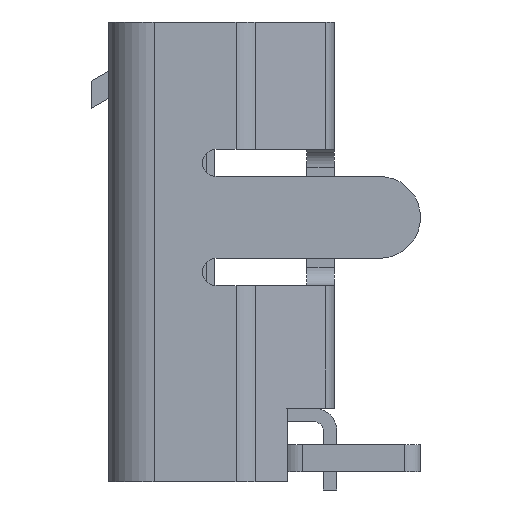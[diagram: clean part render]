
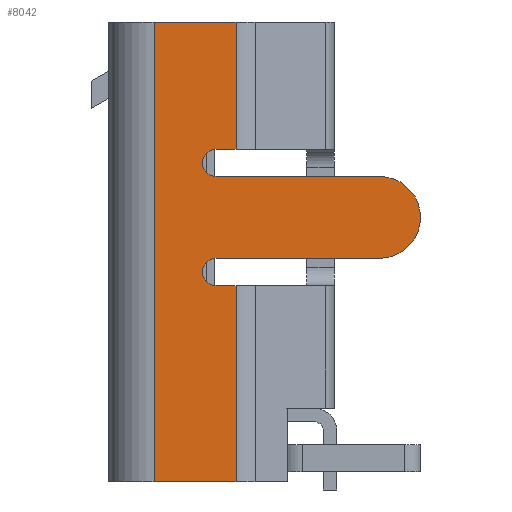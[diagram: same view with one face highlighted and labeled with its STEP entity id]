
A CAD part, left-side view. The second image highlights one B-rep face of the part: STEP entity #8042.
In plain terms, the highlighted planar face has unit normal (-1, 0, 0).
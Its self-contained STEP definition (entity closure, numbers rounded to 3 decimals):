
#772 = EDGE_CURVE ( 'NONE', #1974, #2834, #3372, .T. ) ;
#1075 = DIRECTION ( 'NONE',  ( 0., 0., -1. ) ) ;
#1078 = ORIENTED_EDGE ( 'NONE', *, *, #13231, .T. ) ;
#1128 = EDGE_CURVE ( 'NONE', #9027, #8014, #5917, .T. ) ;
#1192 = VECTOR ( 'NONE', #2485, 1000. ) ;
#1257 = CARTESIAN_POINT ( 'NONE',  ( -3.75, 0.06, -2.15 ) ) ;
#1505 = DIRECTION ( 'NONE',  ( 0., 0., 1. ) ) ;
#1974 = VERTEX_POINT ( 'NONE', #2726 ) ;
#2137 = CARTESIAN_POINT ( 'NONE',  ( -3.75, 0.06, -3.35 ) ) ;
#2278 = VERTEX_POINT ( 'NONE', #8612 ) ;
#2485 = DIRECTION ( 'NONE',  ( 0., -1., 0. ) ) ;
#2543 = LINE ( 'NONE', #10909, #9197 ) ;
#2610 = VERTEX_POINT ( 'NONE', #5294 ) ;
#2666 = CIRCLE ( 'NONE', #12092, 0.15 ) ;
#2726 = CARTESIAN_POINT ( 'NONE',  ( -3.75, 0.74, -5.66 ) ) ;
#2834 = VERTEX_POINT ( 'NONE', #13311 ) ;
#3163 = LINE ( 'NONE', #10636, #5228 ) ;
#3302 = CARTESIAN_POINT ( 'NONE',  ( -3.75, -0.16, -2. ) ) ;
#3372 = LINE ( 'NONE', #4328, #5120 ) ;
#3498 = EDGE_CURVE ( 'NONE', #13777, #2610, #5748, .T. ) ;
#3530 = VERTEX_POINT ( 'NONE', #10264 ) ;
#3650 = CARTESIAN_POINT ( 'NONE',  ( -3.75, -0.16, -0.6 ) ) ;
#3872 = DIRECTION ( 'NONE',  ( 0., 0., 1. ) ) ;
#3892 = VERTEX_POINT ( 'NONE', #7938 ) ;
#3935 = CARTESIAN_POINT ( 'NONE',  ( -3.75, 0.74, -0.6 ) ) ;
#4225 = EDGE_CURVE ( 'NONE', #5755, #3892, #7852, .T. ) ;
#4328 = CARTESIAN_POINT ( 'NONE',  ( -3.75, 0.74, -5.66 ) ) ;
#4415 = CARTESIAN_POINT ( 'NONE',  ( -3.75, 0.06, -3.2 ) ) ;
#4838 = DIRECTION ( 'NONE',  ( -1., 0., 0. ) ) ;
#4877 = DIRECTION ( 'NONE',  ( -1., 0., 0. ) ) ;
#5120 = VECTOR ( 'NONE', #6558, 1000. ) ;
#5228 = VECTOR ( 'NONE', #11732, 1000. ) ;
#5294 = CARTESIAN_POINT ( 'NONE',  ( -3.75, 0.06, -3.5 ) ) ;
#5437 = DIRECTION ( 'NONE',  ( 0., -1., 0. ) ) ;
#5500 = VERTEX_POINT ( 'NONE', #7449 ) ;
#5748 = LINE ( 'NONE', #12217, #11003 ) ;
#5755 = VERTEX_POINT ( 'NONE', #4415 ) ;
#5854 = DIRECTION ( 'NONE',  ( 0., 0., 1. ) ) ;
#5917 = LINE ( 'NONE', #3650, #11865 ) ;
#6236 = ORIENTED_EDGE ( 'NONE', *, *, #8525, .T. ) ;
#6432 = DIRECTION ( 'NONE',  ( 1., 0., 0. ) ) ;
#6468 = DIRECTION ( 'NONE',  ( 1., 0., 0. ) ) ;
#6558 = DIRECTION ( 'NONE',  ( 0., -1., 0. ) ) ;
#6608 = CARTESIAN_POINT ( 'NONE',  ( -3.75, 0.74, -0.6 ) ) ;
#6939 = CIRCLE ( 'NONE', #12081, 0.15 ) ;
#6951 = ORIENTED_EDGE ( 'NONE', *, *, #12375, .T. ) ;
#6991 = CARTESIAN_POINT ( 'NONE',  ( -3.75, -1.74, -2.75 ) ) ;
#7096 = FACE_OUTER_BOUND ( 'NONE', #8234, .T. ) ;
#7251 = ORIENTED_EDGE ( 'NONE', *, *, #12077, .T. ) ;
#7449 = CARTESIAN_POINT ( 'NONE',  ( -3.75, 0.06, -2. ) ) ;
#7542 = EDGE_CURVE ( 'NONE', #2278, #3530, #3163, .T. ) ;
#7801 = LINE ( 'NONE', #6608, #11585 ) ;
#7852 = LINE ( 'NONE', #12113, #1192 ) ;
#7938 = CARTESIAN_POINT ( 'NONE',  ( -3.75, -1.74, -3.2 ) ) ;
#7972 = DIRECTION ( 'NONE',  ( 0., 0., 1. ) ) ;
#8014 = VERTEX_POINT ( 'NONE', #11364 ) ;
#8042 = ADVANCED_FACE ( 'NONE', ( #7096 ), #9343, .T. ) ;
#8166 = ORIENTED_EDGE ( 'NONE', *, *, #4225, .T. ) ;
#8181 = CARTESIAN_POINT ( 'NONE',  ( -3.75, -0.16, -3.5 ) ) ;
#8234 = EDGE_LOOP ( 'NONE', ( #7251, #6236, #12684, #1078, #8499, #13774, #11538, #10011, #6951, #8166, #8880, #9243 ) ) ;
#8294 = DIRECTION ( 'NONE',  ( 0., 0., 1. ) ) ;
#8499 = ORIENTED_EDGE ( 'NONE', *, *, #12611, .F. ) ;
#8525 = EDGE_CURVE ( 'NONE', #5500, #9027, #10797, .T. ) ;
#8612 = CARTESIAN_POINT ( 'NONE',  ( -3.75, -1.74, -2.3 ) ) ;
#8648 = AXIS2_PLACEMENT_3D ( 'NONE', #13600, #4877, #8294 ) ;
#8833 = CARTESIAN_POINT ( 'NONE',  ( -3.75, 0.74, -2. ) ) ;
#8880 = ORIENTED_EDGE ( 'NONE', *, *, #12572, .T. ) ;
#9027 = VERTEX_POINT ( 'NONE', #3302 ) ;
#9197 = VECTOR ( 'NONE', #1505, 1000. ) ;
#9243 = ORIENTED_EDGE ( 'NONE', *, *, #7542, .T. ) ;
#9343 = PLANE ( 'NONE',  #8648 ) ;
#10011 = ORIENTED_EDGE ( 'NONE', *, *, #3498, .T. ) ;
#10264 = CARTESIAN_POINT ( 'NONE',  ( -3.75, 0.06, -2.3 ) ) ;
#10532 = CIRCLE ( 'NONE', #12101, 0.45 ) ;
#10636 = CARTESIAN_POINT ( 'NONE',  ( -3.75, 0.74, -2.3 ) ) ;
#10738 = DIRECTION ( 'NONE',  ( 0., 0., -1. ) ) ;
#10797 = LINE ( 'NONE', #8833, #10902 ) ;
#10902 = VECTOR ( 'NONE', #5437, 1000. ) ;
#10909 = CARTESIAN_POINT ( 'NONE',  ( -3.75, -0.16, -0.6 ) ) ;
#11003 = VECTOR ( 'NONE', #11242, 1000. ) ;
#11242 = DIRECTION ( 'NONE',  ( 0., 1., 0. ) ) ;
#11364 = CARTESIAN_POINT ( 'NONE',  ( -3.75, -0.16, -0.6 ) ) ;
#11538 = ORIENTED_EDGE ( 'NONE', *, *, #12520, .T. ) ;
#11585 = VECTOR ( 'NONE', #12134, 1000. ) ;
#11732 = DIRECTION ( 'NONE',  ( 0., 1., 0. ) ) ;
#11865 = VECTOR ( 'NONE', #7972, 1000. ) ;
#11962 = CARTESIAN_POINT ( 'NONE',  ( -3.75, 0.74, -0.6 ) ) ;
#12077 = EDGE_CURVE ( 'NONE', #3530, #5500, #6939, .T. ) ;
#12081 = AXIS2_PLACEMENT_3D ( 'NONE', #1257, #6468, #10738 ) ;
#12092 = AXIS2_PLACEMENT_3D ( 'NONE', #2137, #6432, #1075 ) ;
#12101 = AXIS2_PLACEMENT_3D ( 'NONE', #6991, #4838, #5854 ) ;
#12113 = CARTESIAN_POINT ( 'NONE',  ( -3.75, 0.74, -3.2 ) ) ;
#12134 = DIRECTION ( 'NONE',  ( 0., 1., 0. ) ) ;
#12217 = CARTESIAN_POINT ( 'NONE',  ( -3.75, 0.74, -3.5 ) ) ;
#12274 = VECTOR ( 'NONE', #3872, 1000. ) ;
#12375 = EDGE_CURVE ( 'NONE', #2610, #5755, #2666, .T. ) ;
#12497 = VERTEX_POINT ( 'NONE', #11962 ) ;
#12520 = EDGE_CURVE ( 'NONE', #2834, #13777, #2543, .T. ) ;
#12572 = EDGE_CURVE ( 'NONE', #3892, #2278, #10532, .T. ) ;
#12611 = EDGE_CURVE ( 'NONE', #1974, #12497, #13497, .T. ) ;
#12684 = ORIENTED_EDGE ( 'NONE', *, *, #1128, .T. ) ;
#13231 = EDGE_CURVE ( 'NONE', #8014, #12497, #7801, .T. ) ;
#13311 = CARTESIAN_POINT ( 'NONE',  ( -3.75, -0.16, -5.66 ) ) ;
#13497 = LINE ( 'NONE', #3935, #12274 ) ;
#13600 = CARTESIAN_POINT ( 'NONE',  ( -3.75, 0.74, -0.6 ) ) ;
#13774 = ORIENTED_EDGE ( 'NONE', *, *, #772, .T. ) ;
#13777 = VERTEX_POINT ( 'NONE', #8181 ) ;
